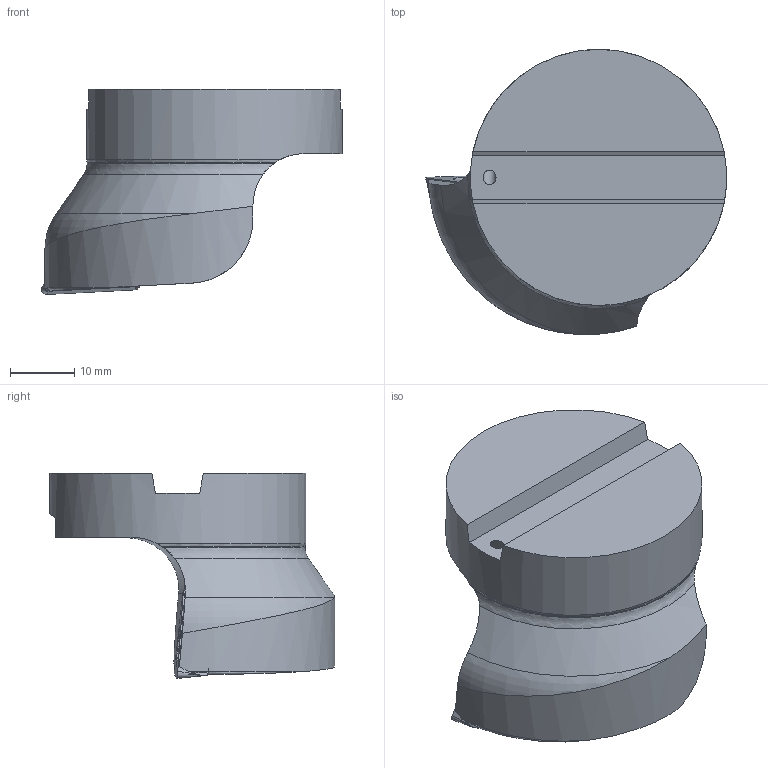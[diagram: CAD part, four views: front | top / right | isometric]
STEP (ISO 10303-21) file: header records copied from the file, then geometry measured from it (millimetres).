
FILE_DESCRIPTION((''),'1');
FILE_NAME('B40-STUPR-27032-16.stp','2022-10-04T06:21:43',(''),(''),'Spatial Interop R21 SP3','Kubotek KeyCreator 2011 V10.0.2 (22737)',' ');
FILE_SCHEMA(('automotive_design'));
Length unit declared in the file: millimetre
Products named in the file (2): 241[3]; 240[2]
Bounding box: 46.97 x 44.5 x 32 mm (x, y, z)
Volume: 23389.2 mm3; surface area: 6503 mm2
Topology: 2 solids, 2 shells, 46 faces, 138 edges, 94 vertices
Faces by surface type: plane 22, cylinder 11, cone 10, torus 3
Full cylindrical faces by diameter (mm): 2 x2, 40 x1
Entity records: 2989 total; most frequent: CARTESIAN_POINT 673, ORIENTED_EDGE 254, PRESENTATION_STYLE_ASSIGNMENT 221, COLOUR_RGB 221, DIRECTION 186, STYLED_ITEM 174, CURVE_STYLE 174, DRAUGHTING_PRE_DEFINED_CURVE_FONT 174
